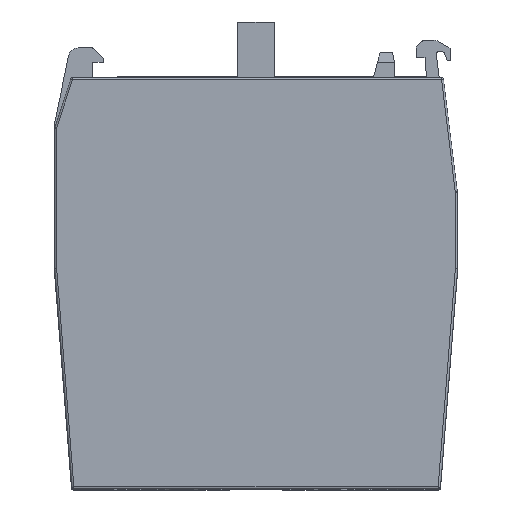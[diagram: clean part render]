
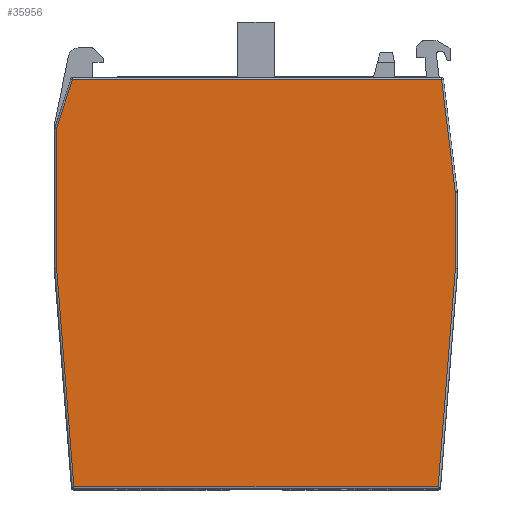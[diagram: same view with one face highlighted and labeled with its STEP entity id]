
A CAD part, top view. The second image highlights one B-rep face of the part: STEP entity #35956.
In plain terms, the highlighted planar face has unit normal (0, 0, 1).
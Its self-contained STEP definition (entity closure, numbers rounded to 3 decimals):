
#35888=AXIS2_PLACEMENT_3D('Plane Axis2P3D',#35885,#35886,#35887) ;
#35885=CARTESIAN_POINT('Axis2P3D Location',(0.,0.,9.9)) ;
#35890=CARTESIAN_POINT('Line Origine',(0.,0.3,9.9)) ;
#35894=CARTESIAN_POINT('Vertex',(18.963,0.3,9.9)) ;
#35896=CARTESIAN_POINT('Vertex',(-18.963,0.3,9.9)) ;
#35899=CARTESIAN_POINT('Line Origine',(19.856,11.654,9.9)) ;
#35903=CARTESIAN_POINT('Vertex',(20.75,23.008,9.9)) ;
#35906=CARTESIAN_POINT('Line Origine',(20.75,26.998,9.9)) ;
#35910=CARTESIAN_POINT('Vertex',(20.75,30.988,9.9)) ;
#35913=CARTESIAN_POINT('Line Origine',(20.031,36.844,9.9)) ;
#35917=CARTESIAN_POINT('Vertex',(19.312,42.7,9.9)) ;
#35920=CARTESIAN_POINT('Line Origine',(0.107,42.7,9.9)) ;
#35924=CARTESIAN_POINT('Vertex',(-19.099,42.7,9.9)) ;
#35927=CARTESIAN_POINT('Line Origine',(-19.924,40.159,9.9)) ;
#35931=CARTESIAN_POINT('Vertex',(-20.75,37.618,9.9)) ;
#35934=CARTESIAN_POINT('Line Origine',(-20.75,30.313,9.9)) ;
#35938=CARTESIAN_POINT('Vertex',(-20.75,23.008,9.9)) ;
#35941=CARTESIAN_POINT('Line Origine',(-19.856,11.654,9.9)) ;
#35886=DIRECTION('Axis2P3D Direction',(0.,0.,-1.)) ;
#35887=DIRECTION('Axis2P3D XDirection',(0.,-1.,0.)) ;
#35891=DIRECTION('Vector Direction',(-1.,0.,0.)) ;
#35900=DIRECTION('Vector Direction',(-0.078,-0.997,0.)) ;
#35907=DIRECTION('Vector Direction',(0.,-1.,0.)) ;
#35914=DIRECTION('Vector Direction',(0.122,-0.993,0.)) ;
#35921=DIRECTION('Vector Direction',(1.,0.,0.)) ;
#35928=DIRECTION('Vector Direction',(0.309,0.951,0.)) ;
#35935=DIRECTION('Vector Direction',(0.,1.,0.)) ;
#35942=DIRECTION('Vector Direction',(0.078,-0.997,0.)) ;
#35892=VECTOR('Line Direction',#35891,1.) ;
#35901=VECTOR('Line Direction',#35900,1.) ;
#35908=VECTOR('Line Direction',#35907,1.) ;
#35915=VECTOR('Line Direction',#35914,1.) ;
#35922=VECTOR('Line Direction',#35921,1.) ;
#35929=VECTOR('Line Direction',#35928,1.) ;
#35936=VECTOR('Line Direction',#35935,1.) ;
#35943=VECTOR('Line Direction',#35942,1.) ;
#35947=ORIENTED_EDGE('',*,*,#35898,.F.) ;
#35948=ORIENTED_EDGE('',*,*,#35905,.F.) ;
#35949=ORIENTED_EDGE('',*,*,#35912,.F.) ;
#35950=ORIENTED_EDGE('',*,*,#35919,.F.) ;
#35951=ORIENTED_EDGE('',*,*,#35926,.F.) ;
#35952=ORIENTED_EDGE('',*,*,#35933,.F.) ;
#35953=ORIENTED_EDGE('',*,*,#35940,.F.) ;
#35954=ORIENTED_EDGE('',*,*,#35945,.F.) ;
#35956=ADVANCED_FACE('Corps principal ( *SOL1008 - wsp *MASTER -  )',(#35955),#35889,.F.) ;
#35898=EDGE_CURVE('',#35895,#35897,#35893,.T.) ;
#35905=EDGE_CURVE('',#35904,#35895,#35902,.T.) ;
#35912=EDGE_CURVE('',#35911,#35904,#35909,.T.) ;
#35919=EDGE_CURVE('',#35918,#35911,#35916,.T.) ;
#35926=EDGE_CURVE('',#35925,#35918,#35923,.T.) ;
#35933=EDGE_CURVE('',#35932,#35925,#35930,.T.) ;
#35940=EDGE_CURVE('',#35939,#35932,#35937,.T.) ;
#35945=EDGE_CURVE('',#35897,#35939,#35944,.F.) ;
#35946=EDGE_LOOP('',(#35947,#35948,#35949,#35950,#35951,#35952,#35953,#35954)) ;
#35955=FACE_OUTER_BOUND('',#35946,.T.) ;
#35893=LINE('Line',#35890,#35892) ;
#35902=LINE('Line',#35899,#35901) ;
#35909=LINE('Line',#35906,#35908) ;
#35916=LINE('Line',#35913,#35915) ;
#35923=LINE('Line',#35920,#35922) ;
#35930=LINE('Line',#35927,#35929) ;
#35937=LINE('Line',#35934,#35936) ;
#35944=LINE('Line',#35941,#35943) ;
#35889=PLANE('Plane',#35888) ;
#35895=VERTEX_POINT('',#35894) ;
#35897=VERTEX_POINT('',#35896) ;
#35904=VERTEX_POINT('',#35903) ;
#35911=VERTEX_POINT('',#35910) ;
#35918=VERTEX_POINT('',#35917) ;
#35925=VERTEX_POINT('',#35924) ;
#35932=VERTEX_POINT('',#35931) ;
#35939=VERTEX_POINT('',#35938) ;
